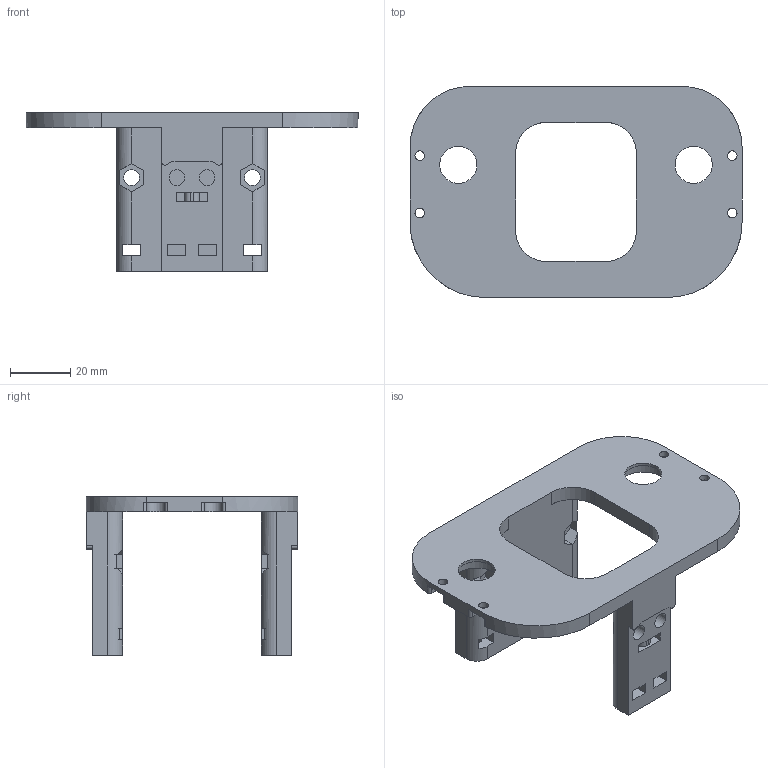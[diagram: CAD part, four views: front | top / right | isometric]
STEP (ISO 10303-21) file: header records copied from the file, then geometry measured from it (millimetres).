
FILE_DESCRIPTION( ( '' ), ' ' );
FILE_NAME( '5eebe7518ab2c210b2c2c24c.step', '2020-06-18T22:14:41', ( '' ), ( '' ), ' ', ' ', ' ' );
FILE_SCHEMA( ( 'AUTOMOTIVE_DESIGN { 1 0 10303 214 1 1 1 1 }' ) );
Length unit declared in the file: metre
Products named in the file (1): Inner_Shoulder
Bounding box: 110 x 70 x 52.5 mm (x, y, z)
Volume: 55822.4 mm3; surface area: 23806.9 mm2
Topology: 1 solids, 1 shells, 146 faces, 430 edges, 284 vertices
Faces by surface type: plane 90, cylinder 56
Full cylindrical faces by diameter (mm): 3.2 x12, 5.2 x4, 12.3 x2, 16.3 x2
Entity records: 6050 total; most frequent: CARTESIAN_POINT 843, DIRECTION 836, ORIENTED_EDGE 820, EDGE_CURVE 410, VERTEX_POINT 284, AXIS2_PLACEMENT_3D 281, LINE 274, VECTOR 274
